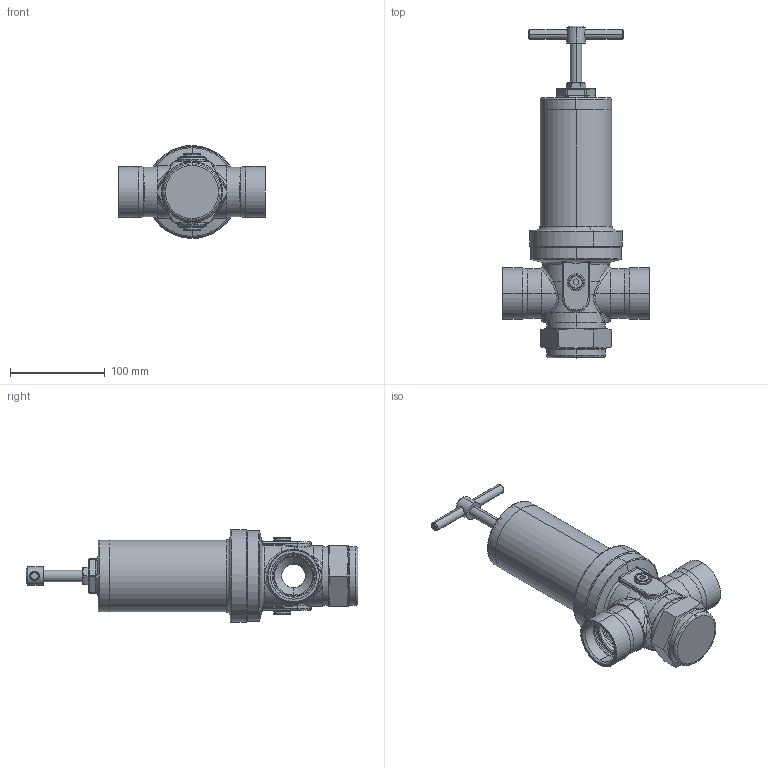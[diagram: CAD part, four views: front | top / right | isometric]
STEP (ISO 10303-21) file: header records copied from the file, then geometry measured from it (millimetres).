
FILE_DESCRIPTION (( 'STEP AP203' ), '1' );
FILE_NAME ('70 BG II G112 Female Ø84.STEP', '2017-12-13T10:11:03', ( '' ), ( '' ), 'SwSTEP 2.0', 'SolidWorks 2016', '' );
FILE_SCHEMA (( 'CONFIG_CONTROL_DESIGN' ));
Length unit declared in the file: millimetre
Products named in the file (1): 70 BG II G112 Female Ø84
Bounding box: 155 x 350.5 x 97.91 mm (x, y, z)
Volume: 344250.4 mm3; surface area: 210416.1 mm2
Topology: 12 solids, 12 shells, 508 faces, 1123 edges, 659 vertices
Faces by surface type: cylinder 160, cone 107, plane 98, torus 81, bspline 62
Entity records: 17977 total; most frequent: CARTESIAN_POINT 7083, DIRECTION 2289, ORIENTED_EDGE 2238, EDGE_CURVE 1119, AXIS2_PLACEMENT_3D 988, VERTEX_POINT 659, EDGE_LOOP 556, CIRCLE 541
